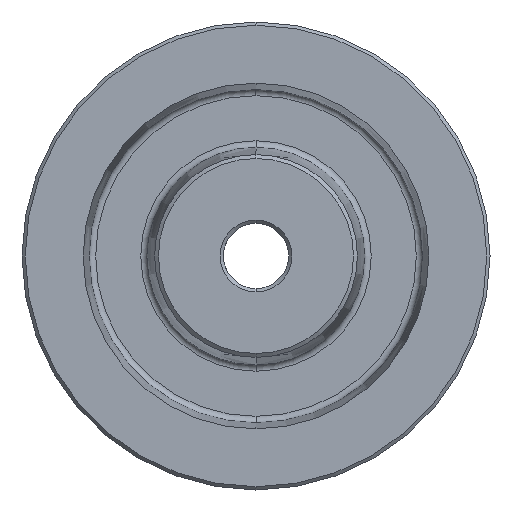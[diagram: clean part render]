
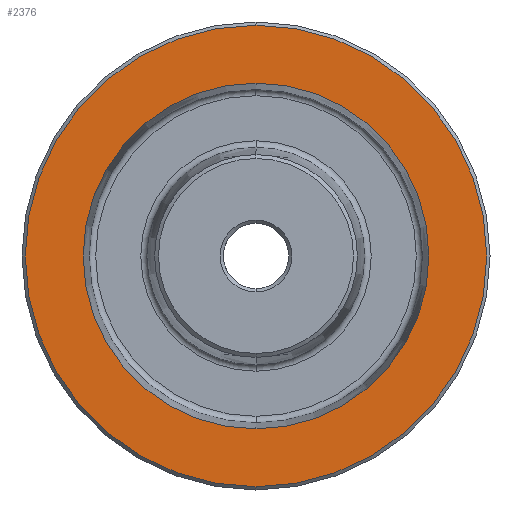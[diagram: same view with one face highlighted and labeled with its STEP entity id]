
A CAD part, left-side view. The second image highlights one B-rep face of the part: STEP entity #2376.
In plain terms, the highlighted planar face has unit normal (-1, 0, 0).
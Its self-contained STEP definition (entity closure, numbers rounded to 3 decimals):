
#16 = DIRECTION ( 'NONE',  ( -1., 0., 0. ) ) ;
#53 = CARTESIAN_POINT ( 'NONE',  ( -22., 0., 53. ) ) ;
#85 = CIRCLE ( 'NONE', #1840, 53. ) ;
#96 = ORIENTED_EDGE ( 'NONE', *, *, #1478, .F. ) ;
#408 = DIRECTION ( 'NONE',  ( 0., 0., 1. ) ) ;
#417 = CARTESIAN_POINT ( 'NONE',  ( -22., 0., -53. ) ) ;
#490 = FACE_BOUND ( 'NONE', #1685, .T. ) ;
#502 = CARTESIAN_POINT ( 'NONE',  ( -22., 0., 0. ) ) ;
#512 = VERTEX_POINT ( 'NONE', #417 ) ;
#789 = AXIS2_PLACEMENT_3D ( 'NONE', #1265, #1981, #1753 ) ;
#882 = CARTESIAN_POINT ( 'NONE',  ( -22., 0., 0. ) ) ;
#897 = CARTESIAN_POINT ( 'NONE',  ( -22., 0., 70.75 ) ) ;
#929 = EDGE_CURVE ( 'NONE', #2207, #1245, #2033, .T. ) ;
#946 = EDGE_CURVE ( 'NONE', #1245, #2207, #2471, .T. ) ;
#976 = DIRECTION ( 'NONE',  ( 0., 0., -1. ) ) ;
#1079 = ORIENTED_EDGE ( 'NONE', *, *, #946, .T. ) ;
#1084 = VERTEX_POINT ( 'NONE', #53 ) ;
#1245 = VERTEX_POINT ( 'NONE', #897 ) ;
#1265 = CARTESIAN_POINT ( 'NONE',  ( -22., 0., 0. ) ) ;
#1276 = AXIS2_PLACEMENT_3D ( 'NONE', #1754, #1994, #1492 ) ;
#1349 = CARTESIAN_POINT ( 'NONE',  ( -22., 0., -70.75 ) ) ;
#1429 = PLANE ( 'NONE',  #1276 ) ;
#1468 = CIRCLE ( 'NONE', #1735, 53. ) ;
#1478 = EDGE_CURVE ( 'NONE', #1084, #512, #1468, .T. ) ;
#1492 = DIRECTION ( 'NONE',  ( 0., 0., -1. ) ) ;
#1626 = AXIS2_PLACEMENT_3D ( 'NONE', #502, #16, #976 ) ;
#1685 = EDGE_LOOP ( 'NONE', ( #96, #2132 ) ) ;
#1713 = DIRECTION ( 'NONE',  ( 0., 0., 1. ) ) ;
#1735 = AXIS2_PLACEMENT_3D ( 'NONE', #882, #2524, #408 ) ;
#1744 = EDGE_CURVE ( 'NONE', #512, #1084, #85, .T. ) ;
#1753 = DIRECTION ( 'NONE',  ( 0., 0., -1. ) ) ;
#1754 = CARTESIAN_POINT ( 'NONE',  ( -22., 53., 0. ) ) ;
#1840 = AXIS2_PLACEMENT_3D ( 'NONE', #2598, #2377, #1713 ) ;
#1981 = DIRECTION ( 'NONE',  ( -1., 0., 0. ) ) ;
#1994 = DIRECTION ( 'NONE',  ( 1., 0., 0. ) ) ;
#2033 = CIRCLE ( 'NONE', #1626, 70.75 ) ;
#2132 = ORIENTED_EDGE ( 'NONE', *, *, #1744, .F. ) ;
#2207 = VERTEX_POINT ( 'NONE', #1349 ) ;
#2267 = EDGE_LOOP ( 'NONE', ( #2415, #1079 ) ) ;
#2376 = ADVANCED_FACE ( 'NONE', ( #2832, #490 ), #1429, .F. ) ;
#2377 = DIRECTION ( 'NONE',  ( -1., 0., 0. ) ) ;
#2415 = ORIENTED_EDGE ( 'NONE', *, *, #929, .T. ) ;
#2471 = CIRCLE ( 'NONE', #789, 70.75 ) ;
#2524 = DIRECTION ( 'NONE',  ( -1., 0., 0. ) ) ;
#2598 = CARTESIAN_POINT ( 'NONE',  ( -22., 0., 0. ) ) ;
#2832 = FACE_OUTER_BOUND ( 'NONE', #2267, .T. ) ;
